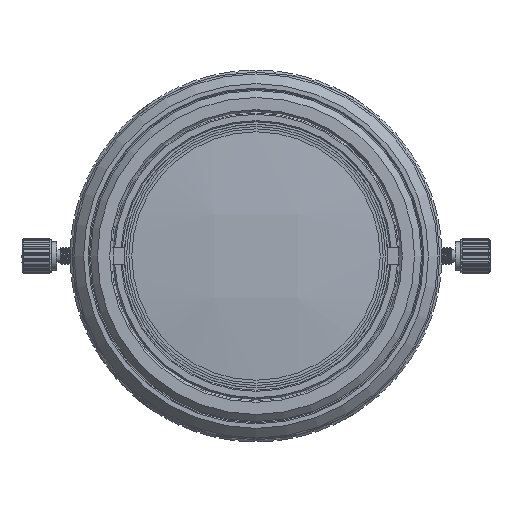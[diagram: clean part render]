
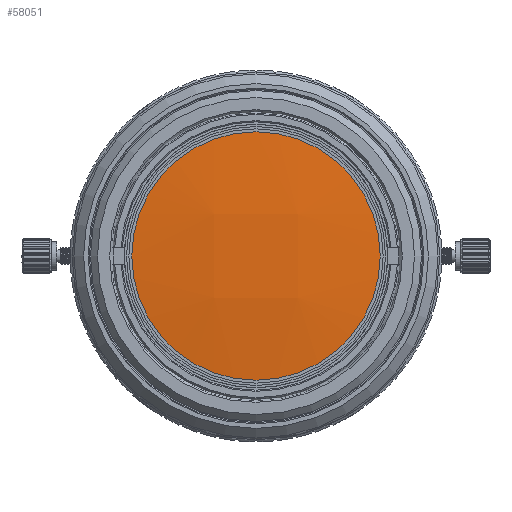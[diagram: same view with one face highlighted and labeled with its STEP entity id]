
A CAD part, left-side view. The second image highlights one B-rep face of the part: STEP entity #58051.
In plain terms, the highlighted free-form (B-spline) face has degree [3, 3] with [4, 4] control points.
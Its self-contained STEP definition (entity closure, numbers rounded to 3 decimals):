
#4561 = VERTEX_POINT ( 'NONE', #26536 ) ;
#5416 = CARTESIAN_POINT ( 'NONE',  ( -11.654, -7.245, 21.833 ) ) ;
#10564 = CARTESIAN_POINT ( 'NONE',  ( -11.666, 7.339, -21.705 ) ) ;
#15127 = DIRECTION ( 'NONE',  ( -1., 0., 0. ) ) ;
#15698 = CARTESIAN_POINT ( 'NONE',  ( -11.643, 21.823, 7.287 ) ) ;
#21920 = CARTESIAN_POINT ( 'NONE',  ( -9.977, 21.823, -21.509 ) ) ;
#22282 = CARTESIAN_POINT ( 'NONE',  ( -13.352, 7.339, -7.225 ) ) ;
#23704 = AXIS2_PLACEMENT_3D ( 'NONE', #54610, #15127, #70723 ) ;
#26128 = ORIENTED_EDGE ( 'NONE', *, *, #63088, .T. ) ;
#26536 = CARTESIAN_POINT ( 'NONE',  ( -11.274, 0., -21.4 ) ) ;
#27031 = CARTESIAN_POINT ( 'NONE',  ( -11.669, -7.245, -21.706 ) ) ;
#30701 = CIRCLE ( 'NONE', #23704, 21.4 ) ;
#33219 = CARTESIAN_POINT ( 'NONE',  ( -9.987, -21.731, -21.51 ) ) ;
#37264 = CARTESIAN_POINT ( 'NONE',  ( -11.651, 7.339, 21.833 ) ) ;
#43139 = CARTESIAN_POINT ( 'NONE',  ( -13.347, 7.339, 7.354 ) ) ;
#43490 = FACE_OUTER_BOUND ( 'NONE', #70658, .T. ) ;
#49685 = CARTESIAN_POINT ( 'NONE',  ( -13.356, -7.245, -7.225 ) ) ;
#54610 = CARTESIAN_POINT ( 'NONE',  ( -11.274, 0., 0. ) ) ;
#54828 = CARTESIAN_POINT ( 'NONE',  ( -9.962, 21.823, 21.635 ) ) ;
#55549 = CARTESIAN_POINT ( 'NONE',  ( -11.648, 21.823, -7.159 ) ) ;
#58051 = ADVANCED_FACE ( 'NONE', ( #43490 ), #58203, .T. ) ;
#58203 =( BOUNDED_SURFACE ( )  B_SPLINE_SURFACE ( 3, 3, ( 
 ( #59961, #60315, #72373, #33219 ),
 ( #5416, #66551, #49685, #27031 ),
 ( #37264, #43139, #22282, #10564 ),
 ( #54828, #15698, #55549, #21920 ) ),
 .UNSPECIFIED., .F., .F., .F. ) 
 B_SPLINE_SURFACE_WITH_KNOTS ( ( 4, 4 ),
 ( 4, 4 ),
 ( 0., 1. ),
 ( 0., 1. ),
 .UNSPECIFIED. ) 
 GEOMETRIC_REPRESENTATION_ITEM ( )  RATIONAL_B_SPLINE_SURFACE ( (
 ( 1., 0.995, 0.995, 1.),
 ( 0.995, 0.991, 0.991, 0.995),
 ( 0.995, 0.991, 0.991, 0.995),
 ( 1., 0.995, 0.995, 1.) ) ) 
 REPRESENTATION_ITEM ( '' )  SURFACE ( )  );
#59961 = CARTESIAN_POINT ( 'NONE',  ( -9.973, -21.731, 21.636 ) ) ;
#60315 = CARTESIAN_POINT ( 'NONE',  ( -11.654, -21.731, 7.287 ) ) ;
#63088 = EDGE_CURVE ( 'NONE', #4561, #4561, #30701, .T. ) ;
#66551 = CARTESIAN_POINT ( 'NONE',  ( -13.351, -7.245, 7.354 ) ) ;
#70658 = EDGE_LOOP ( 'NONE', ( #26128 ) ) ;
#70723 = DIRECTION ( 'NONE',  ( 0., 0., -1. ) ) ;
#72373 = CARTESIAN_POINT ( 'NONE',  ( -11.659, -21.731, -7.16 ) ) ;
